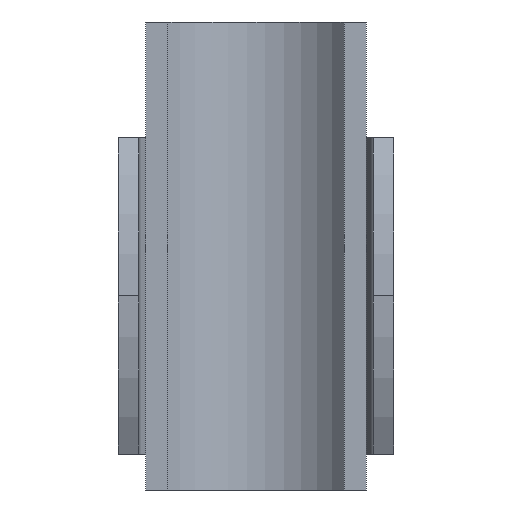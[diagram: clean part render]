
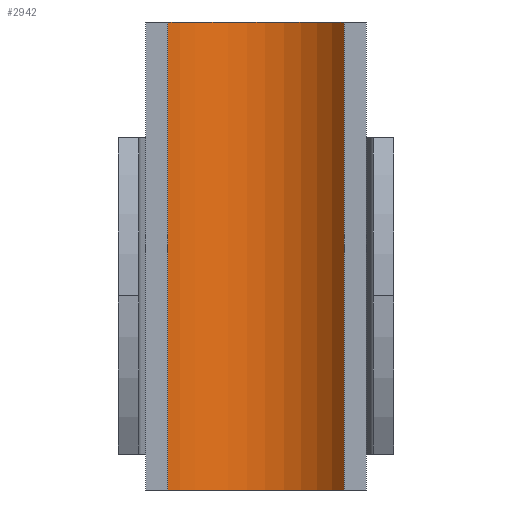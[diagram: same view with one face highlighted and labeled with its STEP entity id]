
A CAD part, front view. The second image highlights one B-rep face of the part: STEP entity #2942.
In plain terms, the highlighted cylindrical face has radius 8 mm (diameter 16 mm), a partial arc.
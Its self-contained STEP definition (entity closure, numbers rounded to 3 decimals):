
#218 = VECTOR ( 'NONE', #3434, 1000. ) ;
#356 = AXIS2_PLACEMENT_3D ( 'NONE', #3179, #3646, #3159 ) ;
#419 = DIRECTION ( 'NONE',  ( 0., 0., -1. ) ) ;
#439 = DIRECTION ( 'NONE',  ( 1., 0., 0. ) ) ;
#568 = CARTESIAN_POINT ( 'NONE',  ( -6.4, -3.2, -17. ) ) ;
#868 = DIRECTION ( 'NONE',  ( 0., 0., -1. ) ) ;
#964 = VECTOR ( 'NONE', #1609, 1000. ) ;
#970 = DIRECTION ( 'NONE',  ( 1., 0., 0. ) ) ;
#1026 = CARTESIAN_POINT ( 'NONE',  ( 0., -8., 17. ) ) ;
#1031 = EDGE_LOOP ( 'NONE', ( #2002, #3498, #1898, #2044 ) ) ;
#1101 = LINE ( 'NONE', #1559, #964 ) ;
#1367 = EDGE_CURVE ( 'NONE', #5044, #4801, #1101, .T. ) ;
#1404 = VERTEX_POINT ( 'NONE', #2378 ) ;
#1450 = LINE ( 'NONE', #3733, #218 ) ;
#1559 = CARTESIAN_POINT ( 'NONE',  ( -6.4, -3.2, 17. ) ) ;
#1609 = DIRECTION ( 'NONE',  ( 0., 0., -1. ) ) ;
#1626 = CARTESIAN_POINT ( 'NONE',  ( 0., -8., -17. ) ) ;
#1898 = ORIENTED_EDGE ( 'NONE', *, *, #4720, .F. ) ;
#2002 = ORIENTED_EDGE ( 'NONE', *, *, #2113, .T. ) ;
#2008 = VERTEX_POINT ( 'NONE', #3556 ) ;
#2044 = ORIENTED_EDGE ( 'NONE', *, *, #1367, .T. ) ;
#2113 = EDGE_CURVE ( 'NONE', #4801, #1404, #5239, .T. ) ;
#2188 = AXIS2_PLACEMENT_3D ( 'NONE', #1026, #868, #970 ) ;
#2378 = CARTESIAN_POINT ( 'NONE',  ( 6.4, -3.2, -17. ) ) ;
#2844 = AXIS2_PLACEMENT_3D ( 'NONE', #1626, #419, #439 ) ;
#2942 = ADVANCED_FACE ( 'NONE', ( #3266 ), #3250, .F. ) ;
#3159 = DIRECTION ( 'NONE',  ( -1., 0., 0. ) ) ;
#3179 = CARTESIAN_POINT ( 'NONE',  ( 0., -8., 17. ) ) ;
#3250 = CYLINDRICAL_SURFACE ( 'NONE', #356, 8. ) ;
#3266 = FACE_OUTER_BOUND ( 'NONE', #1031, .T. ) ;
#3434 = DIRECTION ( 'NONE',  ( 0., 0., -1. ) ) ;
#3498 = ORIENTED_EDGE ( 'NONE', *, *, #5126, .F. ) ;
#3556 = CARTESIAN_POINT ( 'NONE',  ( 6.4, -3.2, 17. ) ) ;
#3646 = DIRECTION ( 'NONE',  ( 0., 0., -1. ) ) ;
#3733 = CARTESIAN_POINT ( 'NONE',  ( 6.4, -3.2, 17. ) ) ;
#3955 = CARTESIAN_POINT ( 'NONE',  ( -6.4, -3.2, 17. ) ) ;
#4720 = EDGE_CURVE ( 'NONE', #5044, #2008, #4936, .T. ) ;
#4801 = VERTEX_POINT ( 'NONE', #568 ) ;
#4936 = CIRCLE ( 'NONE', #2188, 8. ) ;
#5044 = VERTEX_POINT ( 'NONE', #3955 ) ;
#5126 = EDGE_CURVE ( 'NONE', #2008, #1404, #1450, .T. ) ;
#5239 = CIRCLE ( 'NONE', #2844, 8. ) ;
